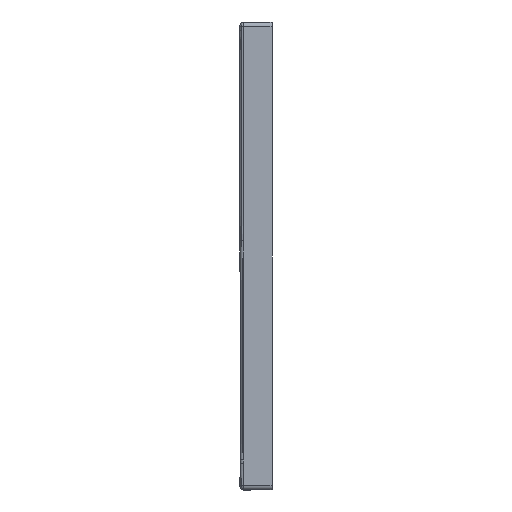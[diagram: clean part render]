
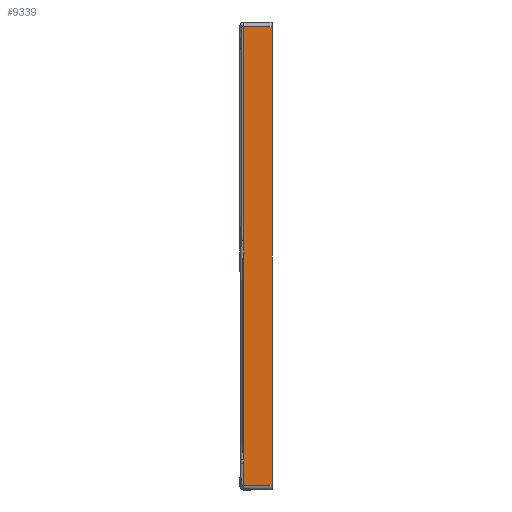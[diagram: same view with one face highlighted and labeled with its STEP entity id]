
A CAD part, left-side view. The second image highlights one B-rep face of the part: STEP entity #9339.
In plain terms, the highlighted planar face has unit normal (-1, 0, 0).
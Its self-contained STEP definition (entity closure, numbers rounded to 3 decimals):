
#2063=DIRECTION('',(0.,0.,-1.));
#2064=VECTOR('',#2063,5.008);
#2065=CARTESIAN_POINT('',(-600.,-5.133,45.));
#2066=LINE('',#2065,#2064);
#2079=CARTESIAN_POINT('',(-600.,-5.133,45.));
#2080=CARTESIAN_POINT('',(-600.,-5.133,
48.519));
#2081=CARTESIAN_POINT('',(-600.,-5.133,
55.975));
#2082=CARTESIAN_POINT('',(-600.,-5.132,68.866));
#2083=CARTESIAN_POINT('',(-600.,-5.131,82.105));
#2084=CARTESIAN_POINT('',(-600.,-5.13,96.589));
#2085=CARTESIAN_POINT('',(-600.,-5.128,111.573));
#2086=CARTESIAN_POINT('',(-600.,-5.125,126.009));
#2087=CARTESIAN_POINT('',(-600.,-5.123,139.594));
#2088=CARTESIAN_POINT('',(-600.,-5.12,152.444));
#2089=CARTESIAN_POINT('',(-600.,-5.117,165.583));
#2090=CARTESIAN_POINT('',(-600.,-5.115,176.677));
#2091=CARTESIAN_POINT('',(-600.,-5.112,188.147));
#2092=CARTESIAN_POINT('',(-600.,-5.109,200.072));
#2093=CARTESIAN_POINT('',(-600.,-5.106,211.994));
#2094=CARTESIAN_POINT('',(-600.,-5.102,223.856));
#2095=CARTESIAN_POINT('',(-600.,-5.099,236.458));
#2096=CARTESIAN_POINT('',(-600.,-5.095,250.057));
#2097=CARTESIAN_POINT('',(-600.,-5.091,262.329));
#2098=CARTESIAN_POINT('',(-600.,-5.087,275.704));
#2099=CARTESIAN_POINT('',(-600.,-5.083,288.719));
#2100=CARTESIAN_POINT('',(-600.,-5.079,302.325));
#2101=CARTESIAN_POINT('',(-600.,-5.074,316.031));
#2102=CARTESIAN_POINT('',(-600.,-5.07,329.528));
#2103=CARTESIAN_POINT('',(-600.,-5.066,343.758));
#2104=CARTESIAN_POINT('',(-600.,-5.062,
357.542));
#2105=CARTESIAN_POINT('',(-600.,-5.059,
367.454));
#2106=CARTESIAN_POINT('',(-600.,-5.057,372.505));
#2108=CARTESIAN_POINT('',(-600.,-5.057,372.505));
#2109=CARTESIAN_POINT('',(-600.,-5.053,386.793));
#2110=CARTESIAN_POINT('',(-600.,-5.045,414.051));
#2111=CARTESIAN_POINT('',(-600.,-5.035,453.424));
#2112=CARTESIAN_POINT('',(-600.,-5.026,490.194));
#2113=CARTESIAN_POINT('',(-600.,-5.019,525.441));
#2114=CARTESIAN_POINT('',(-600.,-5.012,559.456));
#2115=CARTESIAN_POINT('',(-600.,-5.008,591.659));
#2116=CARTESIAN_POINT('',(-600.,-5.004,621.143));
#2117=CARTESIAN_POINT('',(-600.,-5.002,647.389));
#2118=CARTESIAN_POINT('',(-600.,-5.001,670.959));
#2119=CARTESIAN_POINT('',(-600.,-5.,685.803));
#2120=CARTESIAN_POINT('',(-600.,-5.,693.));
#2122=DIRECTION('',(0.,0.,-1.));
#2123=VECTOR('',#2122,686.);
#2124=CARTESIAN_POINT('',(-600.,-48.,693.));
#2125=LINE('',#2124,#2123);
#2126=DIRECTION('',(0.,1.,0.));
#2127=VECTOR('',#2126,42.977);
#2128=CARTESIAN_POINT('',(-600.,-48.,7.));
#2129=LINE('',#2128,#2127);
#2130=DIRECTION('',(0.,-0.003,1.));
#2131=VECTOR('',#2130,32.992);
#2132=CARTESIAN_POINT('',(-600.,-5.023,
7.));
#2133=LINE('',#2132,#2131);
#2967=DIRECTION('',(0.,1.,0.));
#2968=VECTOR('',#2967,43.);
#2969=CARTESIAN_POINT('',(-600.,-48.,693.));
#2970=LINE('',#2969,#2968);
#6191=CARTESIAN_POINT('',(-600.,-5.133,45.));
#6192=VERTEX_POINT('',#6191);
#6193=CARTESIAN_POINT('',(-600.,-5.133,
39.992));
#6194=VERTEX_POINT('',#6193);
#6195=VERTEX_POINT('',#2106);
#6197=VERTEX_POINT('',#2120);
#6198=CARTESIAN_POINT('',(-600.,-48.,693.));
#6199=VERTEX_POINT('',#6198);
#6200=CARTESIAN_POINT('',(-600.,-48.,7.));
#6201=VERTEX_POINT('',#6200);
#6202=CARTESIAN_POINT('',(-600.,-5.023,
7.));
#6203=VERTEX_POINT('',#6202);
#9320=CARTESIAN_POINT('',(-600.,0.,0.));
#9321=DIRECTION('',(-1.,0.,0.));
#9322=DIRECTION('',(0.,0.,1.));
#9323=AXIS2_PLACEMENT_3D('',#9320,#9321,#9322);
#9324=PLANE('',#9323);
#9325=ORIENTED_EDGE('',*,*,#9246,.F.);
#9326=ORIENTED_EDGE('',*,*,#9310,.T.);
#9328=ORIENTED_EDGE('',*,*,#9327,.T.);
#9330=ORIENTED_EDGE('',*,*,#9329,.F.);
#9332=ORIENTED_EDGE('',*,*,#9331,.T.);
#9334=ORIENTED_EDGE('',*,*,#9333,.T.);
#9336=ORIENTED_EDGE('',*,*,#9335,.T.);
#9337=EDGE_LOOP('',(#9325,#9326,#9328,#9330,#9332,#9334,#9336));
#9338=FACE_OUTER_BOUND('',#9337,.F.);
#9339=ADVANCED_FACE('',(#9338),#9324,.T.);
#2107=B_SPLINE_CURVE_WITH_KNOTS('',3,(#2079,#2080,#2081,#2082,#2083,#2084,#2085,
#2086,#2087,#2088,#2089,#2090,#2091,#2092,#2093,#2094,#2095,#2096,#2097,#2098,
#2099,#2100,#2101,#2102,#2103,#2104,#2105,#2106),.UNSPECIFIED.,.F.,.F.,(4,1,1,1,
1,1,1,1,1,1,1,1,1,1,1,1,1,1,1,1,1,1,1,1,1,4),(0.,0.04,0.08,0.12,0.16,
0.2,0.24,0.28,0.32,0.36,0.4,0.44,0.48,0.52,0.56,0.6,
0.64,0.68,0.72,0.76,0.8,0.84,0.88,0.92,0.96,1.),
.UNSPECIFIED.);
#2121=B_SPLINE_CURVE_WITH_KNOTS('',3,(#2108,#2109,#2110,#2111,#2112,#2113,#2114,
#2115,#2116,#2117,#2118,#2119,#2120),.UNSPECIFIED.,.F.,.F.,(4,1,1,1,1,1,1,1,1,1,
4),(0.,0.134,0.255,0.369,
0.478,0.585,0.687,0.779,
0.861,0.933,1.),.UNSPECIFIED.);
#9246=EDGE_CURVE('',#6192,#6194,#2066,.T.);
#9310=EDGE_CURVE('',#6192,#6195,#2107,.T.);
#9327=EDGE_CURVE('',#6195,#6197,#2121,.T.);
#9329=EDGE_CURVE('',#6199,#6197,#2970,.T.);
#9331=EDGE_CURVE('',#6199,#6201,#2125,.T.);
#9333=EDGE_CURVE('',#6201,#6203,#2129,.T.);
#9335=EDGE_CURVE('',#6203,#6194,#2133,.T.);
